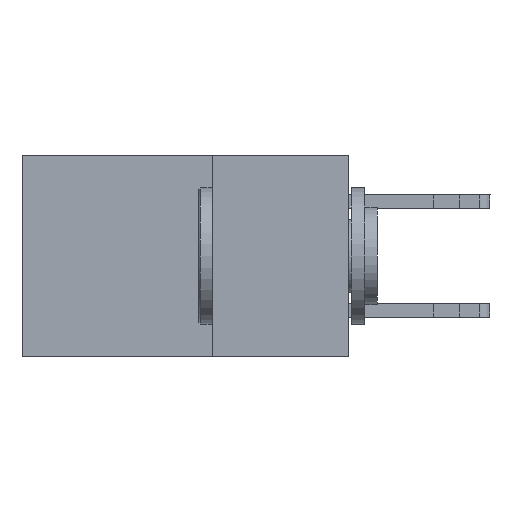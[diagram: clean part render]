
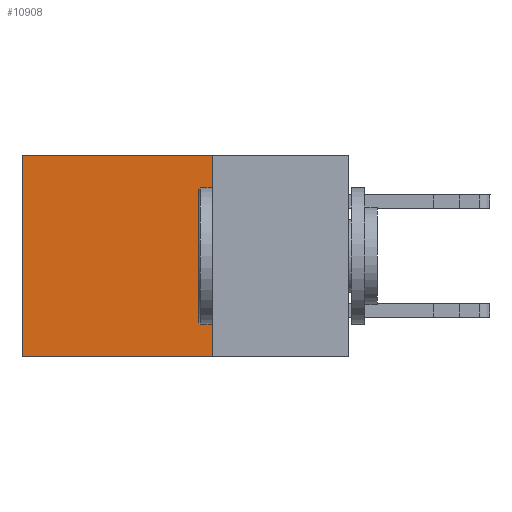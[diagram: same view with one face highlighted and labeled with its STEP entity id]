
A CAD part, left-side view. The second image highlights one B-rep face of the part: STEP entity #10908.
In plain terms, the highlighted planar face has unit normal (-1, 0, 0).
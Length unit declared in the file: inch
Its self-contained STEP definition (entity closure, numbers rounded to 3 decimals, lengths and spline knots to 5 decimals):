
#622 = CARTESIAN_POINT ( 'NONE',  ( 0.298, 0.6, 0. ) ) ;
#1345 = VECTOR ( 'NONE', #17974, 39.37008 ) ;
#2411 = CARTESIAN_POINT ( 'NONE',  ( 0.298, 0.6, 0. ) ) ;
#2419 = CARTESIAN_POINT ( 'NONE',  ( 0.298, 0.6, -0.37 ) ) ;
#3257 = CARTESIAN_POINT ( 'NONE',  ( 0.298, 0.25, 0. ) ) ;
#3674 = VECTOR ( 'NONE', #16144, 39.37008 ) ;
#3881 = VERTEX_POINT ( 'NONE', #7032 ) ;
#4974 = DIRECTION ( 'NONE',  ( 0., 0., -1. ) ) ;
#5479 = VERTEX_POINT ( 'NONE', #2419 ) ;
#6093 = LINE ( 'NONE', #3257, #7321 ) ;
#6101 = CARTESIAN_POINT ( 'NONE',  ( 0.298, 0.25, -0.37 ) ) ;
#6141 = VECTOR ( 'NONE', #4974, 39.37008 ) ;
#6606 = LINE ( 'NONE', #622, #6141 ) ;
#7032 = CARTESIAN_POINT ( 'NONE',  ( 0.298, 0.25, -0.37 ) ) ;
#7321 = VECTOR ( 'NONE', #8890, 39.37008 ) ;
#8003 = CARTESIAN_POINT ( 'NONE',  ( 0.298, 0.25, 0. ) ) ;
#8843 = EDGE_CURVE ( 'NONE', #13259, #5479, #6606, .T. ) ;
#8890 = DIRECTION ( 'NONE',  ( 0., 1., 0. ) ) ;
#9586 = PLANE ( 'NONE',  #11316 ) ;
#10155 = LINE ( 'NONE', #6101, #1345 ) ;
#10405 = EDGE_CURVE ( 'NONE', #12630, #13259, #6093, .T. ) ;
#10908 = ADVANCED_FACE ( 'NONE', ( #13947 ), #9586, .F. ) ;
#11316 = AXIS2_PLACEMENT_3D ( 'NONE', #12827, #15394, #14263 ) ;
#11808 = ORIENTED_EDGE ( 'NONE', *, *, #10405, .T. ) ;
#12630 = VERTEX_POINT ( 'NONE', #8003 ) ;
#12827 = CARTESIAN_POINT ( 'NONE',  ( 0.298, 0.25, 0. ) ) ;
#13259 = VERTEX_POINT ( 'NONE', #2411 ) ;
#13552 = ORIENTED_EDGE ( 'NONE', *, *, #17909, .F. ) ;
#13947 = FACE_OUTER_BOUND ( 'NONE', #18934, .T. ) ;
#14263 = DIRECTION ( 'NONE',  ( 0., 0., -1. ) ) ;
#14743 = CARTESIAN_POINT ( 'NONE',  ( 0.298, 0.25, 0. ) ) ;
#15394 = DIRECTION ( 'NONE',  ( 1., 0., 0. ) ) ;
#15808 = LINE ( 'NONE', #14743, #3674 ) ;
#15988 = ORIENTED_EDGE ( 'NONE', *, *, #8843, .T. ) ;
#16144 = DIRECTION ( 'NONE',  ( 0., 0., -1. ) ) ;
#17190 = EDGE_CURVE ( 'NONE', #3881, #5479, #10155, .T. ) ;
#17909 = EDGE_CURVE ( 'NONE', #12630, #3881, #15808, .T. ) ;
#17974 = DIRECTION ( 'NONE',  ( 0., 1., 0. ) ) ;
#18264 = ORIENTED_EDGE ( 'NONE', *, *, #17190, .F. ) ;
#18934 = EDGE_LOOP ( 'NONE', ( #15988, #18264, #13552, #11808 ) ) ;
